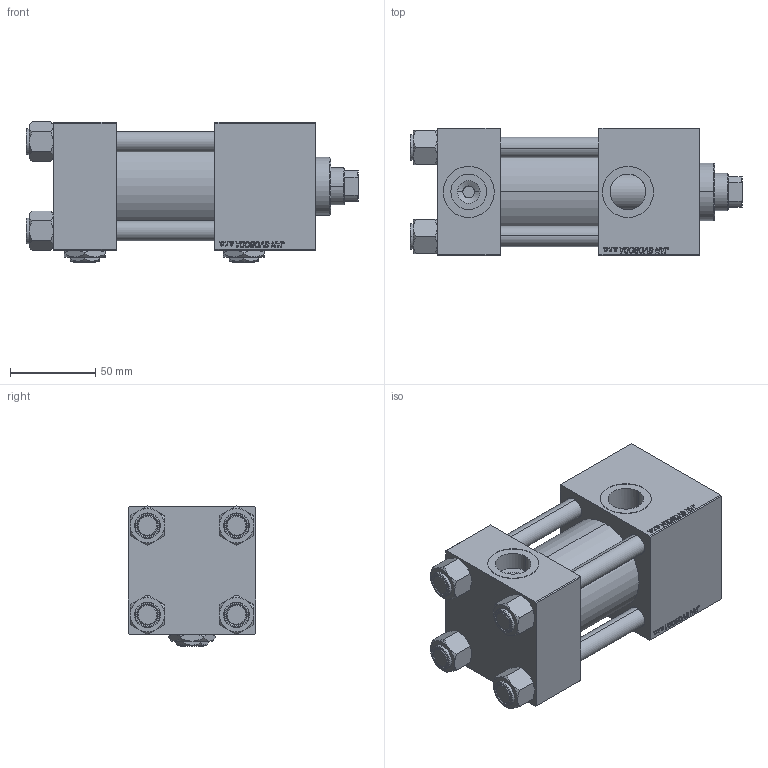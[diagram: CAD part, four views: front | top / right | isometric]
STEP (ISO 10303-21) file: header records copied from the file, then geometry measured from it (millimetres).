
FILE_DESCRIPTION (( 'STEP AP203' ), '1' );
FILE_NAME ('e3ea.STEP', '2022-04-16T04:28:58', ( '' ), ( '' ), 'SwSTEP 2.0', 'SolidWorks 2019', '' );
FILE_SCHEMA (( 'CONFIG_CONTROL_DESIGN' ));
Length unit declared in the file: millimetre
Products named in the file (7): V215_VC_A 46f015dddc5ec08041779b93c446de42; V215CR_C_TYCINKA 46f015dddc5ec08041779b93c446de42; Zatka_pro_OIL_PORT 46f015dddc5ec08041779b93c446de42; V215CR_VCP_C 46f015dddc5ec08041779b93c446de42; NUT_M5_C 46f015dddc5ec08041779b93c446de42; e3ea; V215CR_C_Body 46f015dddc5ec08041779b93c446de42
Assembly tree (13 placements, depth 2):
  e3ea
    V215CR_C_Body 46f015dddc5ec08041779b93c446de42
    V215CR_VCP_C 46f015dddc5ec08041779b93c446de42
    NUT_M5_C 46f015dddc5ec08041779b93c446de42  x4
    V215CR_C_TYCINKA 46f015dddc5ec08041779b93c446de42  x4
    V215_VC_A 46f015dddc5ec08041779b93c446de42
    Zatka_pro_OIL_PORT 46f015dddc5ec08041779b93c446de42  x2
Bounding box: 195 x 75 x 82.27 mm (x, y, z)
Volume: 651788 mm3; surface area: 151840.9 mm2
Topology: 13 solids, 13 shells, 1255 faces, 3116 edges, 2011 vertices
Faces by surface type: plane 575, bspline 392, cone 178, cylinder 102, torus 8
Entity records: 52413 total; most frequent: CARTESIAN_POINT 27783, ORIENTED_EDGE 5532, DIRECTION 3582, EDGE_CURVE 2766, VERTEX_POINT 1809, VECTOR 1642, LINE 1642, EDGE_LOOP 1231
